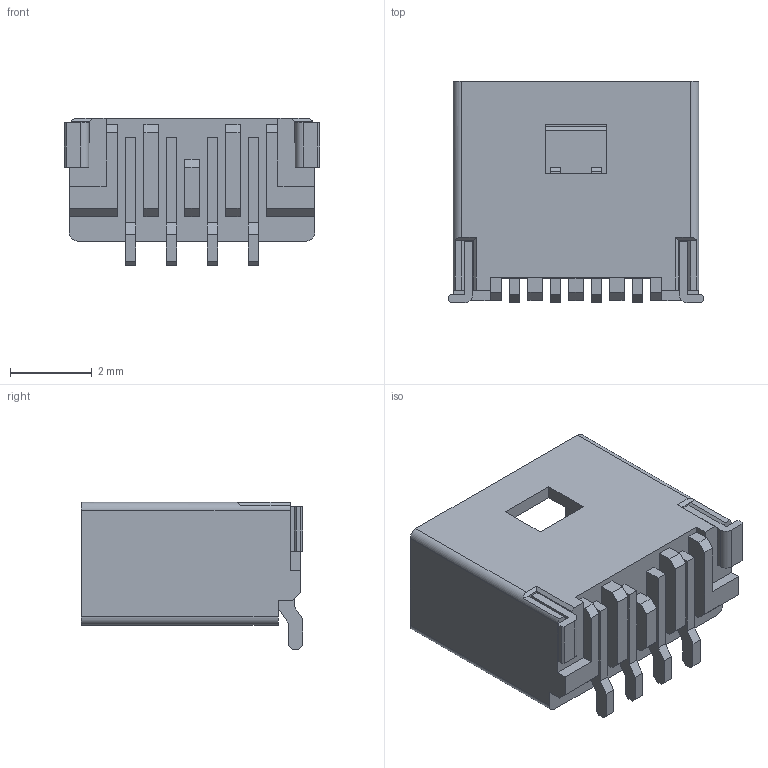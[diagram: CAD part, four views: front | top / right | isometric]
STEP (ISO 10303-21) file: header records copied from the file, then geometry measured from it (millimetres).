
FILE_DESCRIPTION(('FreeCAD Model'),'2;1');
FILE_NAME('Molex_PicoClasp_501331-0407.step','2017-09-01T11:53:15',( 'Author'),(''),'Open CASCADE STEP processor 6.8','FreeCAD','Unknown' );
FILE_SCHEMA(('AUTOMOTIVE_DESIGN_CC2 { 1 2 10303 214 -1 1 5 4 }'));
Length unit declared in the file: millimetre
Products named in the file (3): ASSEMBLY; COMPOUND002; COMPOUND
Assembly tree (2 placements, depth 2):
  ASSEMBLY
    COMPOUND002
    COMPOUND
Bounding box: 6.24 x 5.41 x 3.6 mm (x, y, z)
Volume: 49.7 mm3; surface area: 226.3 mm2
Topology: 1 solids, 1 shells, 193 faces, 553 edges, 398 vertices
Faces by surface type: plane 179, cylinder 14
Entity records: 6301 total; most frequent: CARTESIAN_POINT 1155, ORIENTED_EDGE 1058, DIRECTION 971, EDGE_CURVE 529, LINE 523, VECTOR 523, VERTEX_POINT 350, AXIS2_PLACEMENT_3D 224
